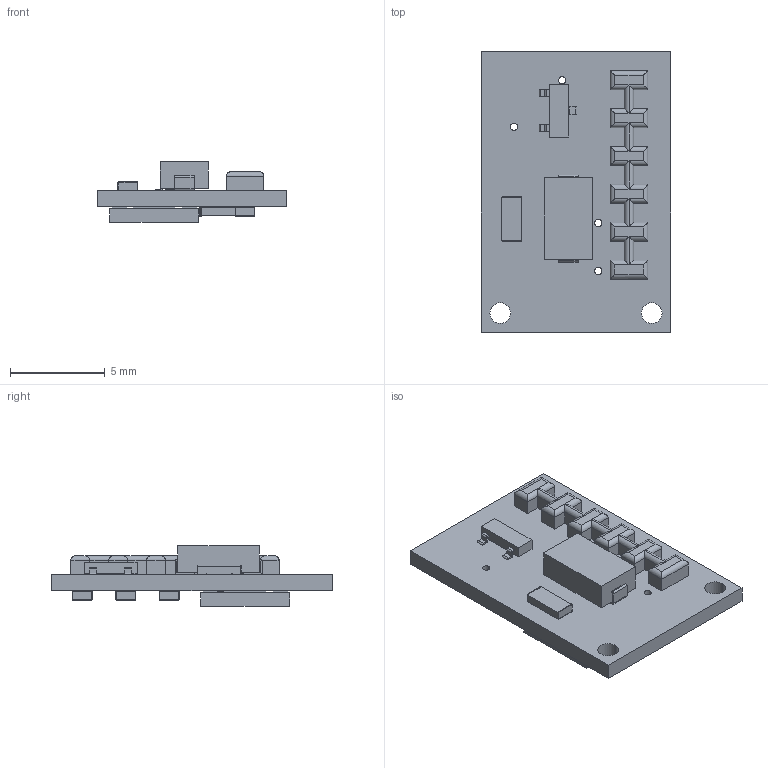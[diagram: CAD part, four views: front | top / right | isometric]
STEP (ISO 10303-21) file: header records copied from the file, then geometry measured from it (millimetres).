
FILE_DESCRIPTION(('PCB Model'),'2;1');
FILE_NAME('ET_Brush.STEP','2020-10-18T21:15:09',( 'Lakmal Weerasinghe'),('Unspecified'), 'Open CASCADE STEP processor 6.8','Proteus','Unknown');
FILE_SCHEMA(('AUTOMOTIVE_DESIGN { 1 0 10303 214 1 1 1 1 }'));
Length unit declared in the file: millimetre
Products named in the file (53): Open CASCADE STEP translator 6.8 1; Layer_1; J1; Open CASCADE STEP translator 6.8 1.2.1; Body_1; D2; Open CASCADE STEP translator 6.8 1.3.1; Pin_1; Pin_2; Q1; Open CASCADE STEP translator 6.8 1.4.1; Pin_3; R2; Open CASCADE STEP translator 6.8 1.5.1; C1; Open CASCADE STEP translator 6.8 1.6.1; C2; R3; R4; U1; Open CASCADE STEP translator 6.8 1.10.1; Pin_4; Pin_5; Pin_6; Pin_7; Pin_8; Pin_9; Pin_10; Pin_11; Pin_12; Pin_13; Pin_14; Pin_15; Pin_16; Pin_17; Pin_18; Pin_19; Pin_20; Pin_21
Assembly tree (55 placements, depth 4):
  Open CASCADE STEP translator 6.8 1
    Layer_1
    J1
      Open CASCADE STEP translator 6.8 1.2.1
        Body_1
    D2
      Open CASCADE STEP translator 6.8 1.3.1
        Body_1
        Pin_1
        Pin_2
    Q1
      Open CASCADE STEP translator 6.8 1.4.1
        Body_1
        Pin_1
        Pin_2
        Pin_3
    R2
      Open CASCADE STEP translator 6.8 1.5.1
        Body_1
        Pin_1
        Pin_2
    C1
      Open CASCADE STEP translator 6.8 1.6.1
        Body_1
        Pin_1
        Pin_2
    C2
      Open CASCADE STEP translator 6.8 1.6.1
        Body_1
        Pin_1
        Pin_2
    R3
      Open CASCADE STEP translator 6.8 1.5.1
        Body_1
        Pin_1
        Pin_2
    R4
      Open CASCADE STEP translator 6.8 1.5.1
        Body_1
        Pin_1
        Pin_2
    U1
      Open CASCADE STEP translator 6.8 1.10.1
        Body_1
        Pin_1
        Pin_2
        Pin_3
        Pin_4
        Pin_5
        Pin_6
        Pin_7
        Pin_8
        Pin_9
        Pin_10
        Pin_11
        Pin_12
        Pin_13
        Pin_14
        Pin_15
        Pin_16
Bounding box: 10 x 14.8 x 3.18 mm (x, y, z)
Volume: 178.3 mm3; surface area: 608.3 mm2
Topology: 46 solids, 46 shells, 483 faces, 1109 edges, 718 vertices
Faces by surface type: plane 382, cylinder 101
Entity records: 12974 total; most frequent: CARTESIAN_POINT 2018, DIRECTION 1789, ORIENTED_EDGE 1750, EDGE_CURVE 875, LINE 747, VECTOR 747, VERTEX_POINT 562, AXIS2_PLACEMENT_3D 521
